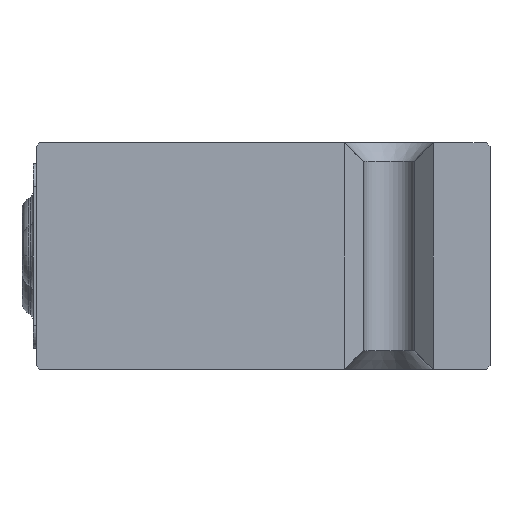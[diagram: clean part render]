
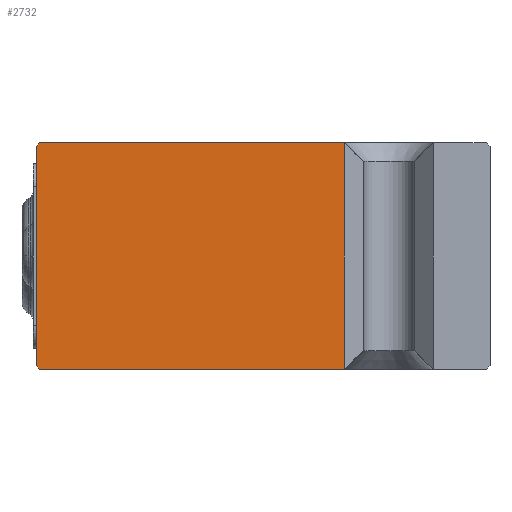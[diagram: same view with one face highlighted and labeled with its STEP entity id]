
A CAD part, front view. The second image highlights one B-rep face of the part: STEP entity #2732.
In plain terms, the highlighted planar face has unit normal (0, -1, 0).
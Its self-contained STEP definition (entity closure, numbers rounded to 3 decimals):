
#391=DIRECTION('',(-0.707,0.,-0.707));
#392=VECTOR('',#391,0.283);
#393=CARTESIAN_POINT('',(-11.8,-40.,6.));
#394=LINE('',#393,#392);
#395=DIRECTION('',(0.,0.,-1.));
#396=VECTOR('',#395,12.);
#397=CARTESIAN_POINT('',(4.3,-40.,6.));
#398=LINE('',#397,#396);
#399=DIRECTION('',(0.707,0.,-0.707));
#400=VECTOR('',#399,0.283);
#401=CARTESIAN_POINT('',(-12.,-40.,-5.8));
#402=LINE('',#401,#400);
#403=DIRECTION('',(0.,0.,1.));
#404=VECTOR('',#403,11.6);
#405=CARTESIAN_POINT('',(-12.,-40.,-5.8));
#406=LINE('',#405,#404);
#474=DIRECTION('',(1.,0.,0.));
#475=VECTOR('',#474,16.1);
#476=CARTESIAN_POINT('',(-11.8,-40.,6.));
#477=LINE('',#476,#475);
#568=DIRECTION('',(1.,0.,0.));
#569=VECTOR('',#568,16.1);
#570=CARTESIAN_POINT('',(-11.8,-40.,-6.));
#571=LINE('',#570,#569);
#1885=CARTESIAN_POINT('',(4.3,-40.,-6.));
#1886=VERTEX_POINT('',#1885);
#1901=CARTESIAN_POINT('',(4.3,-40.,6.));
#1902=VERTEX_POINT('',#1901);
#1907=CARTESIAN_POINT('',(-11.8,-40.,6.));
#1908=CARTESIAN_POINT('',(-12.,-40.,5.8));
#1909=VERTEX_POINT('',#1907);
#1910=VERTEX_POINT('',#1908);
#1931=CARTESIAN_POINT('',(-12.,-40.,-5.8));
#1932=VERTEX_POINT('',#1931);
#1953=CARTESIAN_POINT('',(-11.8,-40.,-6.));
#1954=VERTEX_POINT('',#1953);
#2715=CARTESIAN_POINT('',(-12.,-40.,-6.));
#2716=DIRECTION('',(0.,-1.,0.));
#2717=DIRECTION('',(1.,0.,0.));
#2718=AXIS2_PLACEMENT_3D('',#2715,#2716,#2717);
#2719=PLANE('',#2718);
#2720=ORIENTED_EDGE('',*,*,#2705,.F.);
#2722=ORIENTED_EDGE('',*,*,#2721,.T.);
#2724=ORIENTED_EDGE('',*,*,#2723,.T.);
#2726=ORIENTED_EDGE('',*,*,#2725,.F.);
#2728=ORIENTED_EDGE('',*,*,#2727,.F.);
#2729=ORIENTED_EDGE('',*,*,#2584,.T.);
#2730=EDGE_LOOP('',(#2720,#2722,#2724,#2726,#2728,#2729));
#2731=FACE_OUTER_BOUND('',#2730,.F.);
#2732=ADVANCED_FACE('',(#2731),#2719,.T.);
#2584=EDGE_CURVE('',#1932,#1910,#406,.T.);
#2705=EDGE_CURVE('',#1909,#1910,#394,.T.);
#2721=EDGE_CURVE('',#1909,#1902,#477,.T.);
#2723=EDGE_CURVE('',#1902,#1886,#398,.T.);
#2725=EDGE_CURVE('',#1954,#1886,#571,.T.);
#2727=EDGE_CURVE('',#1932,#1954,#402,.T.);
